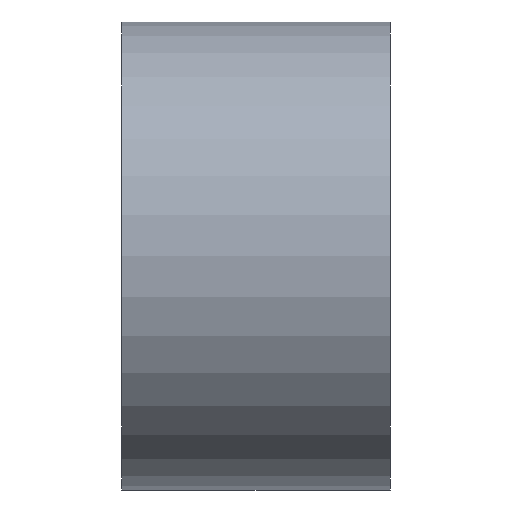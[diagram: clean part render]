
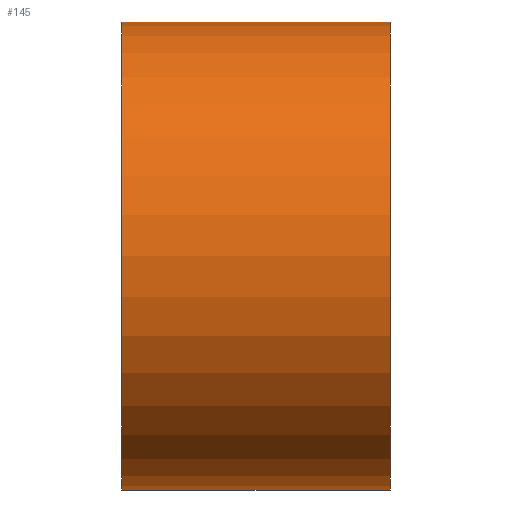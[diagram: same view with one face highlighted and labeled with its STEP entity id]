
A CAD part, front view. The second image highlights one B-rep face of the part: STEP entity #145.
In plain terms, the highlighted cylindrical face has radius 11.049 mm (diameter 22.098 mm), a partial arc.
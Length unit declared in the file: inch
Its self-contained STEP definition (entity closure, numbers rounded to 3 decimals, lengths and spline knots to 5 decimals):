
#7 = EDGE_CURVE ( 'NONE', #207, #217, #64, .T. ) ;
#9 = CARTESIAN_POINT ( 'NONE',  ( 0.5, 0., 0. ) ) ;
#12 = CIRCLE ( 'NONE', #133, 0.435 ) ;
#18 = LINE ( 'NONE', #94, #215 ) ;
#19 = VERTEX_POINT ( 'NONE', #165 ) ;
#33 = EDGE_CURVE ( 'NONE', #127, #207, #18, .T. ) ;
#41 = CARTESIAN_POINT ( 'NONE',  ( 0.5, 0., 0.435 ) ) ;
#43 = CARTESIAN_POINT ( 'NONE',  ( 0., 0., -0.435 ) ) ;
#44 = CARTESIAN_POINT ( 'NONE',  ( 0.5, 0., 0. ) ) ;
#45 = DIRECTION ( 'NONE',  ( -1., 0., 0. ) ) ;
#51 = LINE ( 'NONE', #115, #125 ) ;
#54 = ORIENTED_EDGE ( 'NONE', *, *, #7, .T. ) ;
#64 = CIRCLE ( 'NONE', #68, 0.435 ) ;
#68 = AXIS2_PLACEMENT_3D ( 'NONE', #147, #170, #194 ) ;
#78 = CARTESIAN_POINT ( 'NONE',  ( 0., 0., 0.435 ) ) ;
#86 = CYLINDRICAL_SURFACE ( 'NONE', #142, 0.435 ) ;
#94 = CARTESIAN_POINT ( 'NONE',  ( 0.5, 0., 0.435 ) ) ;
#113 = EDGE_LOOP ( 'NONE', ( #118, #122, #144, #54 ) ) ;
#115 = CARTESIAN_POINT ( 'NONE',  ( 0.5, 0., -0.435 ) ) ;
#118 = ORIENTED_EDGE ( 'NONE', *, *, #154, .F. ) ;
#122 = ORIENTED_EDGE ( 'NONE', *, *, #190, .F. ) ;
#125 = VECTOR ( 'NONE', #45, 39.37008 ) ;
#127 = VERTEX_POINT ( 'NONE', #41 ) ;
#133 = AXIS2_PLACEMENT_3D ( 'NONE', #9, #182, #213 ) ;
#142 = AXIS2_PLACEMENT_3D ( 'NONE', #44, #186, #155 ) ;
#144 = ORIENTED_EDGE ( 'NONE', *, *, #33, .T. ) ;
#145 = ADVANCED_FACE ( 'NONE', ( #178 ), #86, .T. ) ;
#147 = CARTESIAN_POINT ( 'NONE',  ( 0., 0., 0. ) ) ;
#154 = EDGE_CURVE ( 'NONE', #19, #217, #51, .T. ) ;
#155 = DIRECTION ( 'NONE',  ( 0., 0., 1. ) ) ;
#164 = DIRECTION ( 'NONE',  ( -1., 0., 0. ) ) ;
#165 = CARTESIAN_POINT ( 'NONE',  ( 0.5, 0., -0.435 ) ) ;
#170 = DIRECTION ( 'NONE',  ( 1., 0., 0. ) ) ;
#178 = FACE_OUTER_BOUND ( 'NONE', #113, .T. ) ;
#182 = DIRECTION ( 'NONE',  ( 1., 0., 0. ) ) ;
#186 = DIRECTION ( 'NONE',  ( -1., 0., 0. ) ) ;
#190 = EDGE_CURVE ( 'NONE', #127, #19, #12, .T. ) ;
#194 = DIRECTION ( 'NONE',  ( 0., 0., -1. ) ) ;
#207 = VERTEX_POINT ( 'NONE', #78 ) ;
#213 = DIRECTION ( 'NONE',  ( 0., 0., -1. ) ) ;
#215 = VECTOR ( 'NONE', #164, 39.37008 ) ;
#217 = VERTEX_POINT ( 'NONE', #43 ) ;
